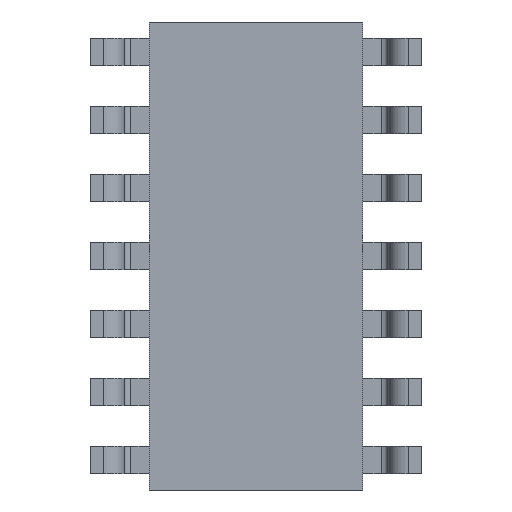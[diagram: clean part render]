
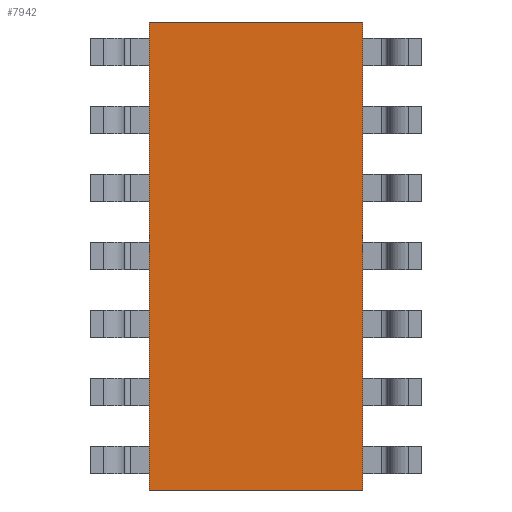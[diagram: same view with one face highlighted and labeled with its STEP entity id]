
A CAD part, front view. The second image highlights one B-rep face of the part: STEP entity #7942.
In plain terms, the highlighted planar face has unit normal (0, -1, 0).
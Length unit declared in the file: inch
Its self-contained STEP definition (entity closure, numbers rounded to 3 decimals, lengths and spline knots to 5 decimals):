
#3885 = DIRECTION ( 'NONE',  ( 0., 0., 1. ) ) ;
#3886 = DIRECTION ( 'NONE',  ( 0., 1., 0. ) ) ;
#3887 = CARTESIAN_POINT ( 'NONE',  ( -0.0785, 0.01, 0.172 ) ) ;
#3888 = AXIS2_PLACEMENT_3D ( 'NONE', #3887, #3886, #3885 ) ;
#3889 = PLANE ( 'NONE',  #3888 ) ;
#3890 = FACE_OUTER_BOUND ( 'NONE', #7934, .T. ) ;
#3937 = DIRECTION ( 'NONE',  ( 1., 0., 0. ) ) ;
#3938 = VECTOR ( 'NONE', #3937, 39.37008 ) ;
#3939 = CARTESIAN_POINT ( 'NONE',  ( -0.0785, 0.01, 0.172 ) ) ;
#3940 = LINE ( 'NONE', #3939, #3938 ) ;
#3941 = CARTESIAN_POINT ( 'NONE',  ( 0.0785, 0.01, 0.172 ) ) ;
#3942 = DIRECTION ( 'NONE',  ( 0., 0., -1. ) ) ;
#3943 = VECTOR ( 'NONE', #3942, 39.37008 ) ;
#3944 = CARTESIAN_POINT ( 'NONE',  ( 0.0785, 0.01, 0.172 ) ) ;
#3945 = LINE ( 'NONE', #3944, #3943 ) ;
#3946 = CARTESIAN_POINT ( 'NONE',  ( 0.0785, 0.01, -0.172 ) ) ;
#3947 = DIRECTION ( 'NONE',  ( 1., 0., 0. ) ) ;
#3948 = VECTOR ( 'NONE', #3947, 39.37008 ) ;
#3949 = CARTESIAN_POINT ( 'NONE',  ( -0.0785, 0.01, -0.172 ) ) ;
#3950 = LINE ( 'NONE', #3949, #3948 ) ;
#4272 = DIRECTION ( 'NONE',  ( 0., 0., -1. ) ) ;
#4273 = VECTOR ( 'NONE', #4272, 39.37008 ) ;
#4274 = CARTESIAN_POINT ( 'NONE',  ( -0.0785, 0.01, 0.172 ) ) ;
#4275 = LINE ( 'NONE', #4274, #4273 ) ;
#4276 = CARTESIAN_POINT ( 'NONE',  ( -0.0785, 0.01, -0.172 ) ) ;
#4874 = CARTESIAN_POINT ( 'NONE',  ( -0.0785, 0.01, 0.172 ) ) ;
#7795 = VERTEX_POINT ( 'NONE', #4874 ) ;
#7839 = ORIENTED_EDGE ( 'NONE', *, *, #8053, .T. ) ;
#7934 = EDGE_LOOP ( 'NONE', ( #7957, #7960, #7963, #7839 ) ) ;
#7942 = ADVANCED_FACE ( 'NONE', ( #3890 ), #3889, .F. ) ;
#7957 = ORIENTED_EDGE ( 'NONE', *, *, #7958, .T. ) ;
#7958 = EDGE_CURVE ( 'NONE', #8051, #7959, #3950, .T. ) ;
#7959 = VERTEX_POINT ( 'NONE', #3946 ) ;
#7960 = ORIENTED_EDGE ( 'NONE', *, *, #7961, .F. ) ;
#7961 = EDGE_CURVE ( 'NONE', #7962, #7959, #3945, .T. ) ;
#7962 = VERTEX_POINT ( 'NONE', #3941 ) ;
#7963 = ORIENTED_EDGE ( 'NONE', *, *, #7964, .F. ) ;
#7964 = EDGE_CURVE ( 'NONE', #7795, #7962, #3940, .T. ) ;
#8051 = VERTEX_POINT ( 'NONE', #4276 ) ;
#8053 = EDGE_CURVE ( 'NONE', #7795, #8051, #4275, .T. ) ;
